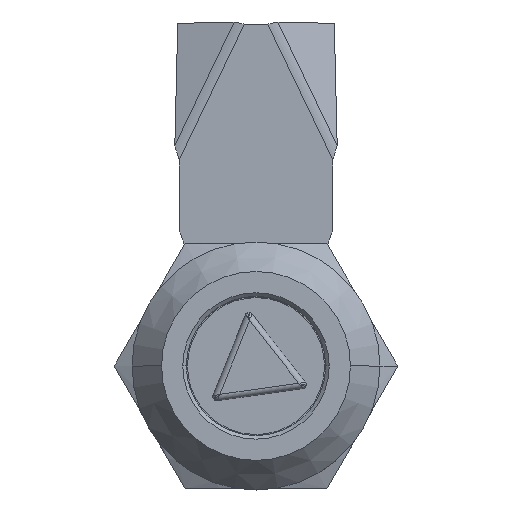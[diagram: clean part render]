
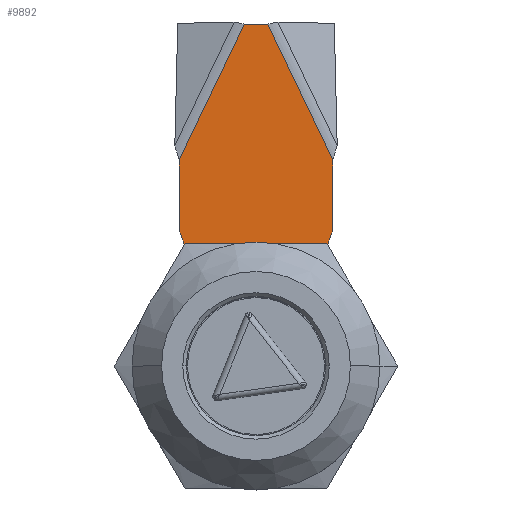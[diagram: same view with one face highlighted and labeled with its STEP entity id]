
A CAD part, top view. The second image highlights one B-rep face of the part: STEP entity #9892.
In plain terms, the highlighted planar face has unit normal (0, 0, 1).
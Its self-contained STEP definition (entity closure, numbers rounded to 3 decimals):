
#511 = DIRECTION ( 'NONE',  ( 0., 1., 0. ) ) ;
#869 = VECTOR ( 'NONE', #14286, 1000. ) ;
#1157 = CARTESIAN_POINT ( 'NONE',  ( 6.5, 29., -24.75 ) ) ;
#1321 = CARTESIAN_POINT ( 'NONE',  ( 18.186, 6.563, -24.75 ) ) ;
#1685 = ORIENTED_EDGE ( 'NONE', *, *, #4287, .F. ) ;
#1779 = DIRECTION ( 'NONE',  ( 1., 0., 0. ) ) ;
#2551 = VECTOR ( 'NONE', #511, 1000. ) ;
#3041 = FACE_OUTER_BOUND ( 'NONE', #20141, .T. ) ;
#3115 = CARTESIAN_POINT ( 'NONE',  ( -6.5, 11.5, -24.75 ) ) ;
#3244 = VERTEX_POINT ( 'NONE', #16263 ) ;
#3429 = DIRECTION ( 'NONE',  ( 0., 1., 0. ) ) ;
#3477 = CIRCLE ( 'NONE', #15282, 12.686 ) ;
#4287 = EDGE_CURVE ( 'NONE', #17259, #9626, #5684, .T. ) ;
#4322 = PLANE ( 'NONE',  #9752 ) ;
#4554 = EDGE_CURVE ( 'NONE', #17239, #9626, #4759, .T. ) ;
#4676 = EDGE_CURVE ( 'NONE', #7322, #3244, #12017, .T. ) ;
#4701 = CARTESIAN_POINT ( 'NONE',  ( -0.998, 29., -24.75 ) ) ;
#4759 = LINE ( 'NONE', #7830, #869 ) ;
#5042 = VECTOR ( 'NONE', #15747, 1000. ) ;
#5340 = CARTESIAN_POINT ( 'NONE',  ( 6.5, 11.5, -24.75 ) ) ;
#5684 = LINE ( 'NONE', #16585, #2551 ) ;
#5826 = VECTOR ( 'NONE', #20172, 1000. ) ;
#6447 = ORIENTED_EDGE ( 'NONE', *, *, #17164, .F. ) ;
#6518 = LINE ( 'NONE', #11174, #6720 ) ;
#6548 = CARTESIAN_POINT ( 'NONE',  ( 0.998, 29., -24.75 ) ) ;
#6720 = VECTOR ( 'NONE', #1779, 1000. ) ;
#6878 = CARTESIAN_POINT ( 'NONE',  ( 6.069, 10.321, -24.75 ) ) ;
#7108 = ORIENTED_EDGE ( 'NONE', *, *, #9969, .F. ) ;
#7322 = VERTEX_POINT ( 'NONE', #6548 ) ;
#7511 = ORIENTED_EDGE ( 'NONE', *, *, #4554, .T. ) ;
#7627 = VECTOR ( 'NONE', #16778, 1000. ) ;
#7830 = CARTESIAN_POINT ( 'NONE',  ( -8.013, 14.331, -24.75 ) ) ;
#9482 = DIRECTION ( 'NONE',  ( 0., 0., 1. ) ) ;
#9507 = AXIS2_PLACEMENT_3D ( 'NONE', #16225, #17914, #3429 ) ;
#9626 = VERTEX_POINT ( 'NONE', #19426 ) ;
#9752 = AXIS2_PLACEMENT_3D ( 'NONE', #12464, #9482, #17224 ) ;
#9762 = EDGE_CURVE ( 'NONE', #3244, #11777, #18721, .T. ) ;
#9892 = ADVANCED_FACE ( 'NONE', ( #3041 ), #4322, .T. ) ;
#9969 = EDGE_CURVE ( 'NONE', #17239, #7322, #6518, .T. ) ;
#10301 = CARTESIAN_POINT ( 'NONE',  ( 18.186, 10.321, -24.75 ) ) ;
#11174 = CARTESIAN_POINT ( 'NONE',  ( 6.5, 29., -24.75 ) ) ;
#11312 = ORIENTED_EDGE ( 'NONE', *, *, #12257, .F. ) ;
#11777 = VERTEX_POINT ( 'NONE', #5340 ) ;
#12017 = LINE ( 'NONE', #14880, #7627 ) ;
#12257 = EDGE_CURVE ( 'NONE', #11777, #19817, #3477, .T. ) ;
#12464 = CARTESIAN_POINT ( 'NONE',  ( 18.186, 1.801, -24.75 ) ) ;
#12558 = CIRCLE ( 'NONE', #9507, 12.686 ) ;
#12922 = ORIENTED_EDGE ( 'NONE', *, *, #18332, .F. ) ;
#13990 = VERTEX_POINT ( 'NONE', #18696 ) ;
#14286 = DIRECTION ( 'NONE',  ( -0.431, -0.902, 0. ) ) ;
#14880 = CARTESIAN_POINT ( 'NONE',  ( 14.784, 0.174, -24.75 ) ) ;
#15282 = AXIS2_PLACEMENT_3D ( 'NONE', #1321, #17595, #18983 ) ;
#15747 = DIRECTION ( 'NONE',  ( 0., -1., 0. ) ) ;
#15965 = ORIENTED_EDGE ( 'NONE', *, *, #9762, .F. ) ;
#16225 = CARTESIAN_POINT ( 'NONE',  ( -18.186, 6.563, -24.75 ) ) ;
#16263 = CARTESIAN_POINT ( 'NONE',  ( 6.5, 17.496, -24.75 ) ) ;
#16585 = CARTESIAN_POINT ( 'NONE',  ( -6.5, 29., -24.75 ) ) ;
#16778 = DIRECTION ( 'NONE',  ( 0.431, -0.902, 0. ) ) ;
#17164 = EDGE_CURVE ( 'NONE', #13990, #17259, #12558, .T. ) ;
#17224 = DIRECTION ( 'NONE',  ( 0., -1., 0. ) ) ;
#17239 = VERTEX_POINT ( 'NONE', #4701 ) ;
#17259 = VERTEX_POINT ( 'NONE', #3115 ) ;
#17595 = DIRECTION ( 'NONE',  ( 0., 0., 1. ) ) ;
#17914 = DIRECTION ( 'NONE',  ( 0., 0., 1. ) ) ;
#18332 = EDGE_CURVE ( 'NONE', #19817, #13990, #20276, .T. ) ;
#18696 = CARTESIAN_POINT ( 'NONE',  ( -6.069, 10.321, -24.75 ) ) ;
#18721 = LINE ( 'NONE', #1157, #5042 ) ;
#18933 = ORIENTED_EDGE ( 'NONE', *, *, #4676, .F. ) ;
#18983 = DIRECTION ( 'NONE',  ( 0., -1., 0. ) ) ;
#19426 = CARTESIAN_POINT ( 'NONE',  ( -6.5, 17.496, -24.75 ) ) ;
#19817 = VERTEX_POINT ( 'NONE', #6878 ) ;
#20141 = EDGE_LOOP ( 'NONE', ( #7108, #7511, #1685, #6447, #12922, #11312, #15965, #18933 ) ) ;
#20172 = DIRECTION ( 'NONE',  ( -1., 0., 0. ) ) ;
#20276 = LINE ( 'NONE', #10301, #5826 ) ;
